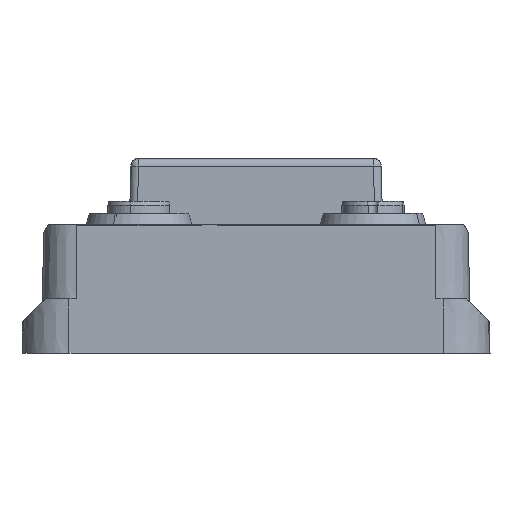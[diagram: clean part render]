
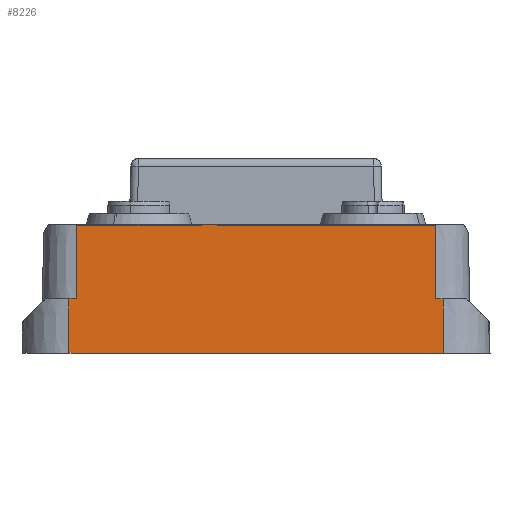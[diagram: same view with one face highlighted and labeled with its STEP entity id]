
A CAD part, front view. The second image highlights one B-rep face of the part: STEP entity #8226.
In plain terms, the highlighted planar face has unit normal (0, -1, 0.018).
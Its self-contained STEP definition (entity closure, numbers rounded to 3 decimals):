
#8181=AXIS2_PLACEMENT_3D('Plane Axis2P3D',#8178,#8179,#8180) ;
#7420=CARTESIAN_POINT('Vertex',(54.,0.,0.)) ;
#7423=CARTESIAN_POINT('Line Origine',(53.5,0.,0.)) ;
#7427=CARTESIAN_POINT('Vertex',(53.,0.,0.)) ;
#7430=CARTESIAN_POINT('Line Origine',(30.,0.,0.)) ;
#7434=CARTESIAN_POINT('Vertex',(7.,0.,0.)) ;
#7437=CARTESIAN_POINT('Line Origine',(6.5,0.,0.)) ;
#7441=CARTESIAN_POINT('Vertex',(6.,0.,0.)) ;
#7811=CARTESIAN_POINT('Vertex',(7.,0.288,16.5)) ;
#7814=CARTESIAN_POINT('Line Origine',(30.,0.288,16.5)) ;
#7818=CARTESIAN_POINT('Vertex',(53.,0.288,16.5)) ;
#8157=CARTESIAN_POINT('Line Origine',(53.,0.144,8.25)) ;
#8161=CARTESIAN_POINT('Vertex',(53.,0.122,7.)) ;
#8178=CARTESIAN_POINT('Axis2P3D Location',(60.,0.,0.)) ;
#8183=CARTESIAN_POINT('Line Origine',(54.,0.061,3.5)) ;
#8187=CARTESIAN_POINT('Vertex',(54.,0.122,7.)) ;
#8190=CARTESIAN_POINT('Line Origine',(30.,0.122,7.)) ;
#8195=CARTESIAN_POINT('Line Origine',(7.,0.061,3.5)) ;
#8199=CARTESIAN_POINT('Vertex',(7.,0.122,7.)) ;
#8202=CARTESIAN_POINT('Line Origine',(30.,0.122,7.)) ;
#8206=CARTESIAN_POINT('Vertex',(6.,0.122,7.)) ;
#8209=CARTESIAN_POINT('Line Origine',(6.,0.061,3.5)) ;
#7424=DIRECTION('Vector Direction',(-1.,0.,0.)) ;
#7431=DIRECTION('Vector Direction',(-1.,0.,0.)) ;
#7438=DIRECTION('Vector Direction',(-1.,0.,0.)) ;
#7815=DIRECTION('Vector Direction',(1.,0.,0.)) ;
#8158=DIRECTION('Vector Direction',(0.,-0.017,-1.)) ;
#8179=DIRECTION('Axis2P3D Direction',(0.,-1.,0.017)) ;
#8180=DIRECTION('Axis2P3D XDirection',(-1.,0.,0.)) ;
#8184=DIRECTION('Vector Direction',(0.,-0.017,-1.)) ;
#8191=DIRECTION('Vector Direction',(-1.,0.,0.)) ;
#8196=DIRECTION('Vector Direction',(0.,-0.017,-1.)) ;
#8203=DIRECTION('Vector Direction',(-1.,0.,0.)) ;
#8210=DIRECTION('Vector Direction',(0.,-0.017,-1.)) ;
#7425=VECTOR('Line Direction',#7424,1.) ;
#7432=VECTOR('Line Direction',#7431,1.) ;
#7439=VECTOR('Line Direction',#7438,1.) ;
#7816=VECTOR('Line Direction',#7815,1.) ;
#8159=VECTOR('Line Direction',#8158,1.) ;
#8185=VECTOR('Line Direction',#8184,1.) ;
#8192=VECTOR('Line Direction',#8191,1.) ;
#8197=VECTOR('Line Direction',#8196,1.) ;
#8204=VECTOR('Line Direction',#8203,1.) ;
#8211=VECTOR('Line Direction',#8210,1.) ;
#8215=ORIENTED_EDGE('',*,*,#7429,.F.) ;
#8216=ORIENTED_EDGE('',*,*,#8189,.T.) ;
#8217=ORIENTED_EDGE('',*,*,#8194,.F.) ;
#8218=ORIENTED_EDGE('',*,*,#8163,.T.) ;
#8219=ORIENTED_EDGE('',*,*,#7820,.F.) ;
#8220=ORIENTED_EDGE('',*,*,#8201,.F.) ;
#8221=ORIENTED_EDGE('',*,*,#8208,.F.) ;
#8222=ORIENTED_EDGE('',*,*,#8213,.F.) ;
#8223=ORIENTED_EDGE('',*,*,#7443,.F.) ;
#8224=ORIENTED_EDGE('',*,*,#7436,.F.) ;
#8226=ADVANCED_FACE('326747.1\\427559.1\\Gehaeuse',(#8225),#8182,.T.) ;
#7429=EDGE_CURVE('',#7421,#7428,#7426,.T.) ;
#7436=EDGE_CURVE('',#7428,#7435,#7433,.T.) ;
#7443=EDGE_CURVE('',#7435,#7442,#7440,.T.) ;
#7820=EDGE_CURVE('',#7812,#7819,#7817,.T.) ;
#8163=EDGE_CURVE('',#8162,#7819,#8160,.F.) ;
#8189=EDGE_CURVE('',#7421,#8188,#8186,.F.) ;
#8194=EDGE_CURVE('',#8162,#8188,#8193,.F.) ;
#8201=EDGE_CURVE('',#8200,#7812,#8198,.F.) ;
#8208=EDGE_CURVE('',#8207,#8200,#8205,.F.) ;
#8213=EDGE_CURVE('',#7442,#8207,#8212,.F.) ;
#8214=EDGE_LOOP('',(#8215,#8216,#8217,#8218,#8219,#8220,#8221,#8222,#8223,#8224)) ;
#8225=FACE_OUTER_BOUND('',#8214,.T.) ;
#7426=LINE('Line',#7423,#7425) ;
#7433=LINE('Line',#7430,#7432) ;
#7440=LINE('Line',#7437,#7439) ;
#7817=LINE('Line',#7814,#7816) ;
#8160=LINE('Line',#8157,#8159) ;
#8186=LINE('Line',#8183,#8185) ;
#8193=LINE('Line',#8190,#8192) ;
#8198=LINE('Line',#8195,#8197) ;
#8205=LINE('Line',#8202,#8204) ;
#8212=LINE('Line',#8209,#8211) ;
#8182=PLANE('',#8181) ;
#7421=VERTEX_POINT('',#7420) ;
#7428=VERTEX_POINT('',#7427) ;
#7435=VERTEX_POINT('',#7434) ;
#7442=VERTEX_POINT('',#7441) ;
#7812=VERTEX_POINT('',#7811) ;
#7819=VERTEX_POINT('',#7818) ;
#8162=VERTEX_POINT('',#8161) ;
#8188=VERTEX_POINT('',#8187) ;
#8200=VERTEX_POINT('',#8199) ;
#8207=VERTEX_POINT('',#8206) ;
